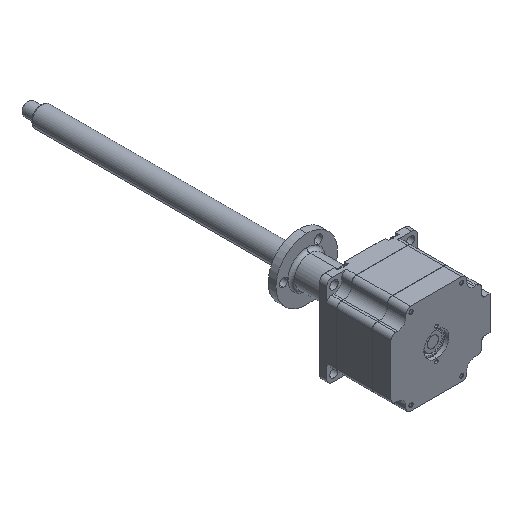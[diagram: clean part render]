
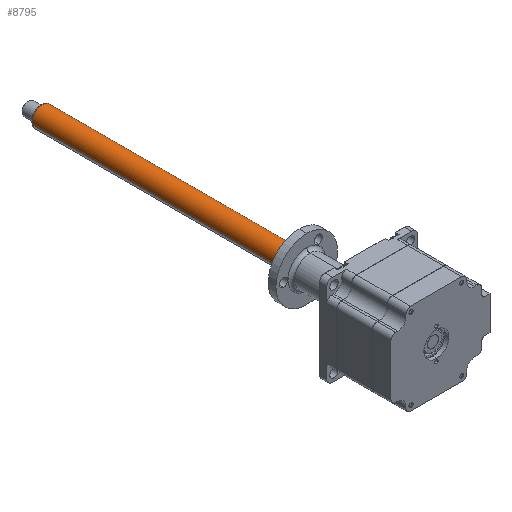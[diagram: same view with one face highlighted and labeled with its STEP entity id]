
A CAD part, isometric view. The second image highlights one B-rep face of the part: STEP entity #8795.
In plain terms, the highlighted cylindrical face has radius 6.225 mm (diameter 12.45 mm), a partial arc.
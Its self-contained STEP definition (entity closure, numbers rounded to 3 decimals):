
#569 = CARTESIAN_POINT ( 'NONE',  ( -11.226, 202.999, 34.744 ) ) ;
#747 = CARTESIAN_POINT ( 'NONE',  ( -23.36, 203.999, 31.956 ) ) ;
#1136 = ORIENTED_EDGE ( 'NONE', *, *, #6238, .F. ) ;
#1659 = EDGE_CURVE ( 'NONE', #9465, #5878, #2979, .T. ) ;
#2057 = CIRCLE ( 'NONE', #12251, 6.225 ) ;
#2685 = VECTOR ( 'NONE', #6749, 1000. ) ;
#2979 = LINE ( 'NONE', #747, #2685 ) ;
#3073 = ORIENTED_EDGE ( 'NONE', *, *, #1659, .T. ) ;
#3263 = FACE_OUTER_BOUND ( 'NONE', #6386, .T. ) ;
#3406 = VERTEX_POINT ( 'NONE', #6163 ) ;
#3441 = CARTESIAN_POINT ( 'NONE',  ( -17.293, 3.999, 33.35 ) ) ;
#3693 = DIRECTION ( 'NONE',  ( 0., -1., 0. ) ) ;
#3921 = ORIENTED_EDGE ( 'NONE', *, *, #4313, .T. ) ;
#4313 = EDGE_CURVE ( 'NONE', #8720, #9465, #12480, .T. ) ;
#4448 = DIRECTION ( 'NONE',  ( -0.975, 0., -0.224 ) ) ;
#4571 = DIRECTION ( 'NONE',  ( 0., -1., 0. ) ) ;
#5302 = CYLINDRICAL_SURFACE ( 'NONE', #6795, 6.225 ) ;
#5304 = AXIS2_PLACEMENT_3D ( 'NONE', #9701, #3693, #10697 ) ;
#5627 = EDGE_CURVE ( 'NONE', #8720, #3406, #11449, .T. ) ;
#5878 = VERTEX_POINT ( 'NONE', #9781 ) ;
#6163 = CARTESIAN_POINT ( 'NONE',  ( -11.226, 3.999, 34.744 ) ) ;
#6238 = EDGE_CURVE ( 'NONE', #3406, #5878, #2057, .T. ) ;
#6386 = EDGE_LOOP ( 'NONE', ( #9149, #3921, #3073, #1136 ) ) ;
#6724 = DIRECTION ( 'NONE',  ( 0., -1., 0. ) ) ;
#6749 = DIRECTION ( 'NONE',  ( 0., -1., 0. ) ) ;
#6795 = AXIS2_PLACEMENT_3D ( 'NONE', #7729, #6724, #7691 ) ;
#7691 = DIRECTION ( 'NONE',  ( -0.975, 0., -0.224 ) ) ;
#7729 = CARTESIAN_POINT ( 'NONE',  ( -17.293, 203.999, 33.35 ) ) ;
#8720 = VERTEX_POINT ( 'NONE', #569 ) ;
#8795 = ADVANCED_FACE ( 'NONE', ( #3263 ), #5302, .T. ) ;
#8799 = VECTOR ( 'NONE', #4571, 1000. ) ;
#9149 = ORIENTED_EDGE ( 'NONE', *, *, #5627, .F. ) ;
#9465 = VERTEX_POINT ( 'NONE', #12669 ) ;
#9701 = CARTESIAN_POINT ( 'NONE',  ( -17.293, 202.999, 33.35 ) ) ;
#9781 = CARTESIAN_POINT ( 'NONE',  ( -23.36, 3.999, 31.956 ) ) ;
#10432 = DIRECTION ( 'NONE',  ( 0., -1., 0. ) ) ;
#10568 = CARTESIAN_POINT ( 'NONE',  ( -11.226, 203.999, 34.744 ) ) ;
#10697 = DIRECTION ( 'NONE',  ( 0.975, 0., 0.224 ) ) ;
#11449 = LINE ( 'NONE', #10568, #8799 ) ;
#12251 = AXIS2_PLACEMENT_3D ( 'NONE', #3441, #10432, #4448 ) ;
#12480 = CIRCLE ( 'NONE', #5304, 6.225 ) ;
#12669 = CARTESIAN_POINT ( 'NONE',  ( -23.36, 202.999, 31.956 ) ) ;
